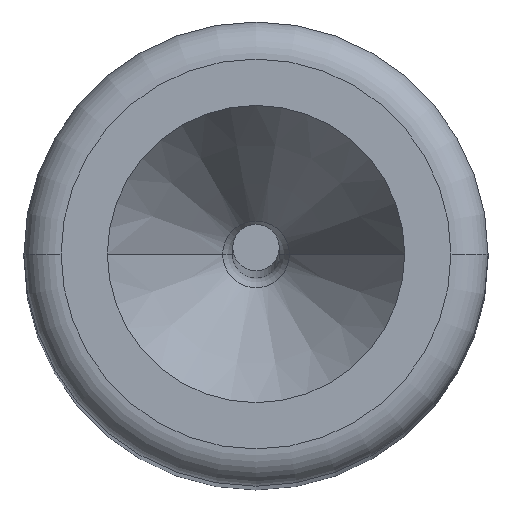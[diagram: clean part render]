
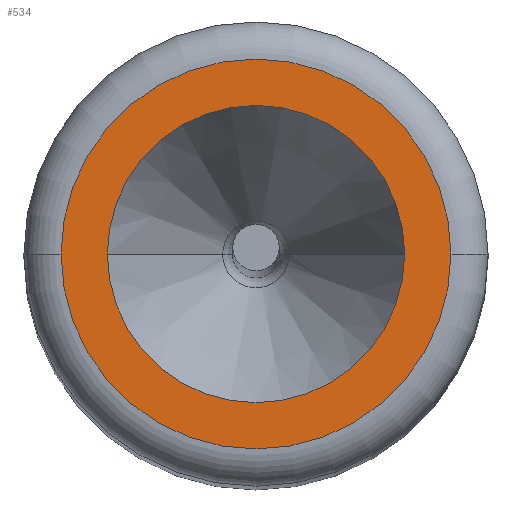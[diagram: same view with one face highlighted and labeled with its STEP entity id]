
A CAD part, top view. The second image highlights one B-rep face of the part: STEP entity #534.
In plain terms, the highlighted planar face has unit normal (0, 0, 1).
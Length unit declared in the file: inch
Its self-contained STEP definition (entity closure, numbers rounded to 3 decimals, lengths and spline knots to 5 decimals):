
#9 = AXIS2_PLACEMENT_3D ( 'NONE', #28, #27, #25 ) ;
#25 = DIRECTION ( 'NONE',  ( 1., 0., 0. ) ) ;
#27 = DIRECTION ( 'NONE',  ( 0., 0., 1. ) ) ;
#28 = CARTESIAN_POINT ( 'NONE',  ( 0., 0., 0. ) ) ;
#35 = CIRCLE ( 'NONE', #446, 0.01575 ) ;
#42 = PLANE ( 'NONE',  #9 ) ;
#74 = CARTESIAN_POINT ( 'NONE',  ( -0.02065, 0., 0. ) ) ;
#88 = EDGE_CURVE ( 'NONE', #92, #481, #194, .T. ) ;
#89 = FACE_BOUND ( 'NONE', #491, .T. ) ;
#92 = VERTEX_POINT ( 'NONE', #465 ) ;
#109 = DIRECTION ( 'NONE',  ( -1., 0., 0. ) ) ;
#110 = DIRECTION ( 'NONE',  ( 0., 0., -1. ) ) ;
#114 = CARTESIAN_POINT ( 'NONE',  ( 0., 0., 0. ) ) ;
#119 = CARTESIAN_POINT ( 'NONE',  ( -0.01575, 0., 0. ) ) ;
#126 = DIRECTION ( 'NONE',  ( 1., 0., 0. ) ) ;
#127 = DIRECTION ( 'NONE',  ( 0., 0., 1. ) ) ;
#128 = CARTESIAN_POINT ( 'NONE',  ( 0., 0., 0. ) ) ;
#157 = AXIS2_PLACEMENT_3D ( 'NONE', #114, #110, #109 ) ;
#165 = EDGE_CURVE ( 'NONE', #227, #393, #35, .T. ) ;
#194 = CIRCLE ( 'NONE', #510, 0.02065 ) ;
#202 = ORIENTED_EDGE ( 'NONE', *, *, #88, .T. ) ;
#227 = VERTEX_POINT ( 'NONE', #499 ) ;
#267 = FACE_OUTER_BOUND ( 'NONE', #391, .T. ) ;
#291 = DIRECTION ( 'NONE',  ( 0., 0., 1. ) ) ;
#300 = AXIS2_PLACEMENT_3D ( 'NONE', #128, #127, #126 ) ;
#302 = DIRECTION ( 'NONE',  ( -1., 0., 0. ) ) ;
#306 = DIRECTION ( 'NONE',  ( 1., 0., 0. ) ) ;
#361 = CIRCLE ( 'NONE', #300, 0.02065 ) ;
#377 = CARTESIAN_POINT ( 'NONE',  ( 0., 0., 0. ) ) ;
#381 = ORIENTED_EDGE ( 'NONE', *, *, #389, .T. ) ;
#384 = DIRECTION ( 'NONE',  ( 0., 0., -1. ) ) ;
#389 = EDGE_CURVE ( 'NONE', #481, #92, #361, .T. ) ;
#391 = EDGE_LOOP ( 'NONE', ( #202, #381 ) ) ;
#393 = VERTEX_POINT ( 'NONE', #119 ) ;
#405 = CARTESIAN_POINT ( 'NONE',  ( 0., 0., 0. ) ) ;
#409 = EDGE_CURVE ( 'NONE', #393, #227, #525, .T. ) ;
#446 = AXIS2_PLACEMENT_3D ( 'NONE', #377, #384, #302 ) ;
#465 = CARTESIAN_POINT ( 'NONE',  ( 0.02065, 0., 0. ) ) ;
#470 = ORIENTED_EDGE ( 'NONE', *, *, #409, .T. ) ;
#481 = VERTEX_POINT ( 'NONE', #74 ) ;
#491 = EDGE_LOOP ( 'NONE', ( #543, #470 ) ) ;
#499 = CARTESIAN_POINT ( 'NONE',  ( 0.01575, 0., 0. ) ) ;
#510 = AXIS2_PLACEMENT_3D ( 'NONE', #405, #291, #306 ) ;
#525 = CIRCLE ( 'NONE', #157, 0.01575 ) ;
#534 = ADVANCED_FACE ( 'NONE', ( #267, #89 ), #42, .T. ) ;
#543 = ORIENTED_EDGE ( 'NONE', *, *, #165, .T. ) ;
